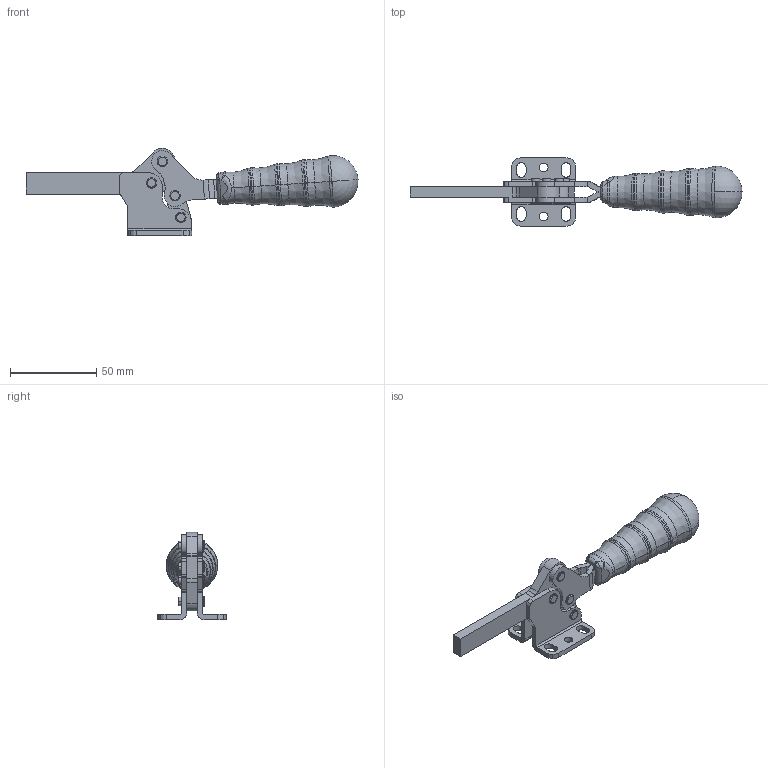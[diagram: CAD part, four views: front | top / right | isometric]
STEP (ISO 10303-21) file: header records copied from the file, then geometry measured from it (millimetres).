
FILE_DESCRIPTION((''),'2;1');
FILE_NAME('132F.0.stp','2005-09-27T16:48:35',('Kysilko'),(''),'Autodesk Inventor 8','Autodesk Inventor 8','');
FILE_SCHEMA(('AUTOMOTIVE_DESIGN { 1 0 10303 214 1 1 1 1 }'));
Length unit declared in the file: millimetre
Products named in the file (1): Part40
Bounding box: 192.43 x 39.52 x 50.49 mm (x, y, z)
Volume: 54834.1 mm3; surface area: 22120.1 mm2
Topology: 1 solids, 4 shells, 890 faces, 2400 edges, 1377 vertices
Faces by surface type: plane 344, cone 310, bspline 134, cylinder 84, sphere 10, torus 8
Entity records: 34112 total; most frequent: CARTESIAN_POINT 13099, ORIENTED_EDGE 4764, DIRECTION 4296, EDGE_CURVE 2382, AXIS2_PLACEMENT_3D 1767, VERTEX_POINT 1377, EDGE_LOOP 1071, CIRCLE 1010
